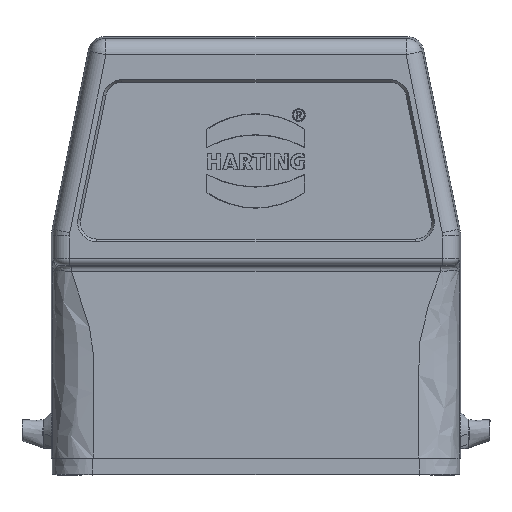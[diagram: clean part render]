
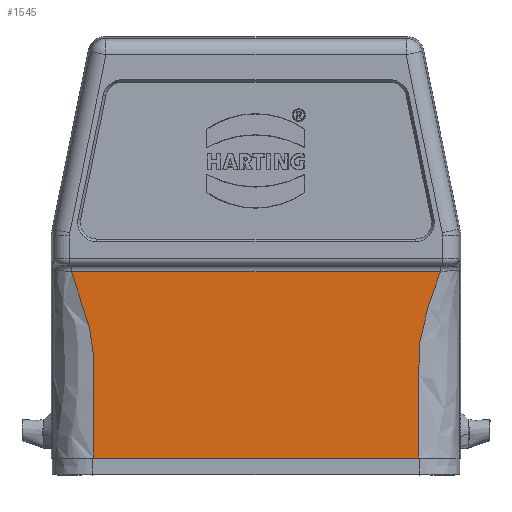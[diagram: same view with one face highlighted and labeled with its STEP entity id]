
A CAD part, front view. The second image highlights one B-rep face of the part: STEP entity #1545.
In plain terms, the highlighted planar face has unit normal (0, -1, 0).
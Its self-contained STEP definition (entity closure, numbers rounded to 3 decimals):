
#964=(
BOUNDED_CURVE()
B_SPLINE_CURVE(3,(#10488,#10489,#10490,#10491,#10492,#10493,#10494,#10495,
#10496,#10497),.UNSPECIFIED.,.F.,.F.)
B_SPLINE_CURVE_WITH_KNOTS((4,3,3,4),(0.,0.777,0.932,
1.),.UNSPECIFIED.)
CURVE()
GEOMETRIC_REPRESENTATION_ITEM()
RATIONAL_B_SPLINE_CURVE((1.,1.,1.,1.,1.,1.,1.,1.,1.,1.))
REPRESENTATION_ITEM('')
);
#965=(
BOUNDED_CURVE()
B_SPLINE_CURVE(3,(#10502,#10503,#10504,#10505,#10506,#10507,#10508,#10509,
#10510,#10511),.UNSPECIFIED.,.F.,.F.)
B_SPLINE_CURVE_WITH_KNOTS((4,3,3,4),(0.,0.068,0.223,
1.),.UNSPECIFIED.)
CURVE()
GEOMETRIC_REPRESENTATION_ITEM()
RATIONAL_B_SPLINE_CURVE((1.,1.,1.,1.,1.,1.,1.,1.,1.,1.))
REPRESENTATION_ITEM('')
);
#1198=FACE_OUTER_BOUND('',#2262,.T.);
#1545=ADVANCED_FACE('',(#1198),#1878,.T.);
#1878=PLANE('',#7275);
#2262=EDGE_LOOP('',(#3143,#3144,#3145,#3146));
#3143=ORIENTED_EDGE('',*,*,#5390,.T.);
#3144=ORIENTED_EDGE('',*,*,#5391,.T.);
#3145=ORIENTED_EDGE('',*,*,#5392,.T.);
#3146=ORIENTED_EDGE('',*,*,#5393,.T.);
#4759=VERTEX_POINT('',#10498);
#4760=VERTEX_POINT('',#10499);
#4761=VERTEX_POINT('',#10501);
#4762=VERTEX_POINT('',#10512);
#5390=EDGE_CURVE('',#4759,#4760,#964,.T.);
#5391=EDGE_CURVE('',#4760,#4761,#6173,.T.);
#5392=EDGE_CURVE('',#4761,#4762,#965,.T.);
#5393=EDGE_CURVE('',#4762,#4759,#6174,.T.);
#6173=LINE('',#10500,#6679);
#6174=LINE('',#10513,#6680);
#6679=VECTOR('',#8155,1.);
#6680=VECTOR('',#8156,1.);
#7275=AXIS2_PLACEMENT_3D('',#10514,#8157,#8158);
#8155=DIRECTION('',(-1.,0.,0.));
#8156=DIRECTION('',(1.,0.,0.));
#8157=DIRECTION('',(0.,-1.,0.));
#8158=DIRECTION('',(0.,0.,-1.));
#10488=CARTESIAN_POINT('',(24.902,-14.75,-70.8));
#10489=CARTESIAN_POINT('',(24.902,-14.75,-46.175));
#10490=CARTESIAN_POINT('',(24.902,-14.75,-21.55));
#10491=CARTESIAN_POINT('',(24.902,-14.75,3.075));
#10492=CARTESIAN_POINT('',(24.902,-14.75,8.));
#10493=CARTESIAN_POINT('',(26.769,-14.75,12.925));
#10494=CARTESIAN_POINT('',(28.636,-14.75,17.85));
#10495=CARTESIAN_POINT('',(29.455,-14.75,20.01));
#10496=CARTESIAN_POINT('',(30.274,-14.75,22.17));
#10497=CARTESIAN_POINT('',(31.093,-14.75,24.33));
#10498=CARTESIAN_POINT('',(24.902,-14.75,-11.7));
#10499=CARTESIAN_POINT('',(28.257,-14.75,16.85));
#10500=CARTESIAN_POINT('',(0.,-14.75,16.85));
#10501=CARTESIAN_POINT('',(-28.257,-14.75,16.85));
#10502=CARTESIAN_POINT('',(-31.093,-14.75,24.33));
#10503=CARTESIAN_POINT('',(-30.274,-14.75,22.17));
#10504=CARTESIAN_POINT('',(-29.455,-14.75,20.01));
#10505=CARTESIAN_POINT('',(-28.636,-14.75,17.85));
#10506=CARTESIAN_POINT('',(-26.769,-14.75,12.925));
#10507=CARTESIAN_POINT('',(-24.902,-14.75,8.));
#10508=CARTESIAN_POINT('',(-24.902,-14.75,3.075));
#10509=CARTESIAN_POINT('',(-24.902,-14.75,-21.55));
#10510=CARTESIAN_POINT('',(-24.902,-14.75,-46.175));
#10511=CARTESIAN_POINT('',(-24.902,-14.75,-70.8));
#10512=CARTESIAN_POINT('',(-24.902,-14.75,-11.7));
#10513=CARTESIAN_POINT('',(-31.35,-14.75,-11.7));
#10514=CARTESIAN_POINT('',(0.,-14.75,0.));
